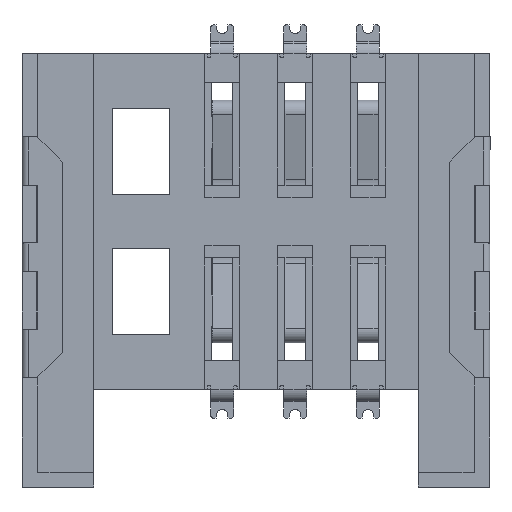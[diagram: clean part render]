
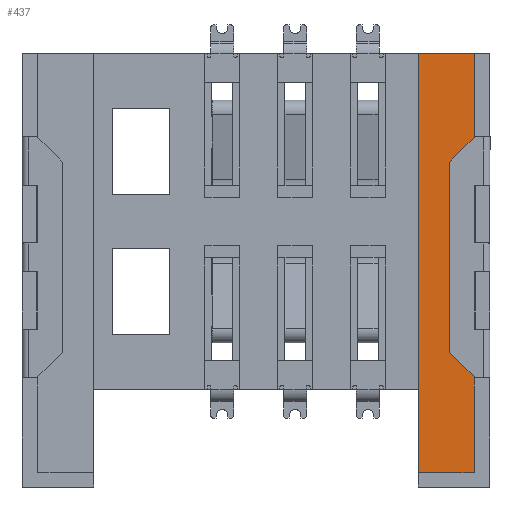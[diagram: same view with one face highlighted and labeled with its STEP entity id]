
A CAD part, top view. The second image highlights one B-rep face of the part: STEP entity #437.
In plain terms, the highlighted planar face has unit normal (0, 0, 1).
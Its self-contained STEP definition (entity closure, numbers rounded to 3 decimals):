
#437 = ADVANCED_FACE( '', ( #1068 ), #1069, .F. );
#1068 = FACE_OUTER_BOUND( '', #1956, .T. );
#1069 = PLANE( '', #1957 );
#1956 = EDGE_LOOP( '', ( #2872, #2873, #2874, #2875, #2876 ) );
#1957 = AXIS2_PLACEMENT_3D( '', #2877, #2878, #2879 );
#2872 = ORIENTED_EDGE( '', *, *, #5657, .F. );
#2873 = ORIENTED_EDGE( '', *, *, #5658, .F. );
#2874 = ORIENTED_EDGE( '', *, *, #5659, .F. );
#2875 = ORIENTED_EDGE( '', *, *, #5660, .F. );
#2876 = ORIENTED_EDGE( '', *, *, #5661, .F. );
#2877 = CARTESIAN_POINT( '', ( 0., 0., 0.4 ) );
#2878 = DIRECTION( '', ( 0., 0., -1. ) );
#2879 = DIRECTION( '', ( -1., 0., 0. ) );
#5657 = EDGE_CURVE( '', #6811, #6812, #6813, .T. );
#5658 = EDGE_CURVE( '', #6814, #6811, #6815, .T. );
#5659 = EDGE_CURVE( '', #6816, #6814, #6817, .T. );
#5660 = EDGE_CURVE( '', #6818, #6816, #6819, .T. );
#5661 = EDGE_CURVE( '', #6812, #6818, #6820, .T. );
#6811 = VERTEX_POINT( '', #8521 );
#6812 = VERTEX_POINT( '', #8522 );
#6813 = LINE( '', #8523, #8524 );
#6814 = VERTEX_POINT( '', #8525 );
#6815 = LINE( '', #8526, #8527 );
#6816 = VERTEX_POINT( '', #8528 );
#6817 = LINE( '', #8529, #8530 );
#6818 = VERTEX_POINT( '', #8531 );
#6819 = LINE( '', #8532, #8533 );
#6820 = LINE( '', #8534, #8535 );
#8521 = CARTESIAN_POINT( '', ( 5.65, 7.55, 0.4 ) );
#8522 = CARTESIAN_POINT( '', ( 7.6, 7.55, 0.4 ) );
#8523 = CARTESIAN_POINT( '', ( 5.65, 7.55, 0.4 ) );
#8524 = VECTOR( '', #10920, 1000. );
#8525 = CARTESIAN_POINT( '', ( 5.65, -4.15, 0.4 ) );
#8526 = CARTESIAN_POINT( '', ( 5.65, -7.05, 0.4 ) );
#8527 = VECTOR( '', #10921, 1000. );
#8528 = CARTESIAN_POINT( '', ( 5.65, -7.05, 0.4 ) );
#8529 = CARTESIAN_POINT( '', ( 5.65, -7.05, 0.4 ) );
#8530 = VECTOR( '', #10922, 1000. );
#8531 = CARTESIAN_POINT( '', ( 7.6, -7.05, 0.4 ) );
#8532 = CARTESIAN_POINT( '', ( 7.6, -7.05, 0.4 ) );
#8533 = VECTOR( '', #10923, 1000. );
#8534 = CARTESIAN_POINT( '', ( 7.6, 7.55, 0.4 ) );
#8535 = VECTOR( '', #10924, 1000. );
#10920 = DIRECTION( '', ( 1., 0., 0. ) );
#10921 = DIRECTION( '', ( 0., 1., 0. ) );
#10922 = DIRECTION( '', ( 0., 1., 0. ) );
#10923 = DIRECTION( '', ( -1., 0., 0. ) );
#10924 = DIRECTION( '', ( 0., -1., 0. ) );
